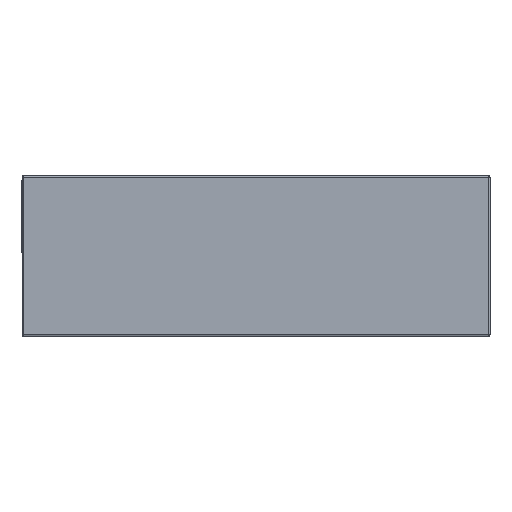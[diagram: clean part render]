
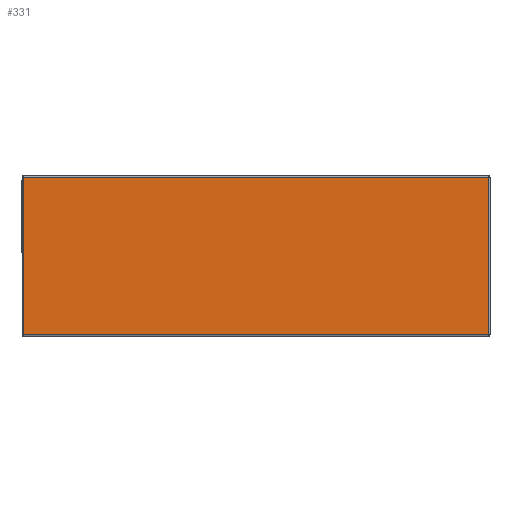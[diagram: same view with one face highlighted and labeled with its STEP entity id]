
A CAD part, left-side view. The second image highlights one B-rep face of the part: STEP entity #331.
In plain terms, the highlighted planar face has unit normal (-1, 0, 0).
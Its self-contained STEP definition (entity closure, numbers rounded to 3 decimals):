
#147 = CARTESIAN_POINT ( 'NONE',  ( -1.55, 0.795, 0.55 ) ) ;
#183 = CARTESIAN_POINT ( 'NONE',  ( -1.55, 0.795, 0.545 ) ) ;
#331 = ADVANCED_FACE ( 'NONE', ( #4145 ), #4573, .F. ) ;
#547 = LINE ( 'NONE', #1052, #5945 ) ;
#568 = VERTEX_POINT ( 'NONE', #3357 ) ;
#676 = CARTESIAN_POINT ( 'NONE',  ( -1.55, -0.795, 0.005 ) ) ;
#1010 = ORIENTED_EDGE ( 'NONE', *, *, #2547, .T. ) ;
#1052 = CARTESIAN_POINT ( 'NONE',  ( -1.55, -0.8, 0.545 ) ) ;
#1096 = VECTOR ( 'NONE', #5335, 1000. ) ;
#1586 = DIRECTION ( 'NONE',  ( 0., 0., -1. ) ) ;
#1644 = VERTEX_POINT ( 'NONE', #183 ) ;
#1876 = CARTESIAN_POINT ( 'NONE',  ( -1.55, -0.795, 0.55 ) ) ;
#2536 = VECTOR ( 'NONE', #9006, 1000. ) ;
#2547 = EDGE_CURVE ( 'NONE', #1644, #568, #6857, .T. ) ;
#2589 = DIRECTION ( 'NONE',  ( 1., 0., 0. ) ) ;
#2955 = LINE ( 'NONE', #8130, #1096 ) ;
#3357 = CARTESIAN_POINT ( 'NONE',  ( -1.55, 0.795, 0.005 ) ) ;
#3398 = EDGE_LOOP ( 'NONE', ( #8570, #1010, #4711, #4696 ) ) ;
#3569 = AXIS2_PLACEMENT_3D ( 'NONE', #7260, #2589, #3921 ) ;
#3735 = EDGE_CURVE ( 'NONE', #6948, #1644, #547, .T. ) ;
#3852 = EDGE_CURVE ( 'NONE', #4502, #6948, #4374, .T. ) ;
#3921 = DIRECTION ( 'NONE',  ( 0., 0., -1. ) ) ;
#4145 = FACE_OUTER_BOUND ( 'NONE', #3398, .T. ) ;
#4374 = LINE ( 'NONE', #1876, #2536 ) ;
#4502 = VERTEX_POINT ( 'NONE', #676 ) ;
#4573 = PLANE ( 'NONE',  #3569 ) ;
#4696 = ORIENTED_EDGE ( 'NONE', *, *, #3852, .T. ) ;
#4711 = ORIENTED_EDGE ( 'NONE', *, *, #5505, .T. ) ;
#4979 = VECTOR ( 'NONE', #1586, 1000. ) ;
#5335 = DIRECTION ( 'NONE',  ( 0., -1., 0. ) ) ;
#5505 = EDGE_CURVE ( 'NONE', #568, #4502, #2955, .T. ) ;
#5945 = VECTOR ( 'NONE', #7387, 1000. ) ;
#6185 = CARTESIAN_POINT ( 'NONE',  ( -1.55, -0.795, 0.545 ) ) ;
#6857 = LINE ( 'NONE', #147, #4979 ) ;
#6948 = VERTEX_POINT ( 'NONE', #6185 ) ;
#7260 = CARTESIAN_POINT ( 'NONE',  ( -1.55, -0.8, 0.55 ) ) ;
#7387 = DIRECTION ( 'NONE',  ( 0., 1., 0. ) ) ;
#8130 = CARTESIAN_POINT ( 'NONE',  ( -1.55, -0.8, 0.005 ) ) ;
#8570 = ORIENTED_EDGE ( 'NONE', *, *, #3735, .T. ) ;
#9006 = DIRECTION ( 'NONE',  ( 0., 0., 1. ) ) ;
